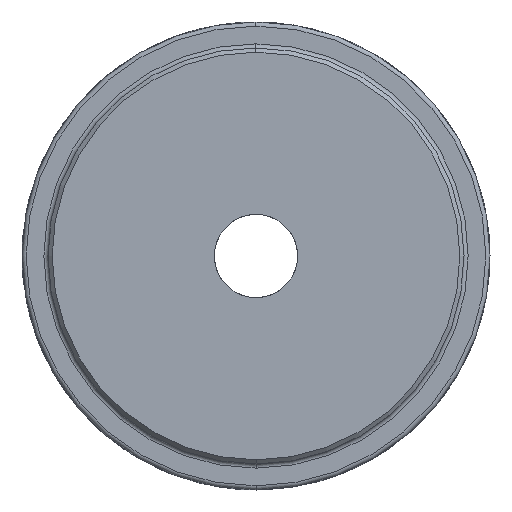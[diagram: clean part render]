
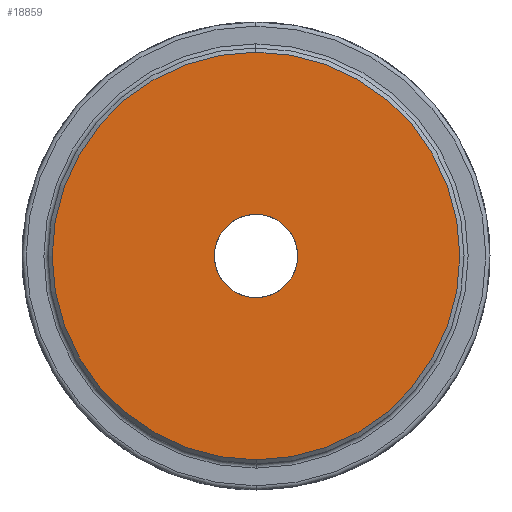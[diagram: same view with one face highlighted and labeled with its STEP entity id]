
A CAD part, left-side view. The second image highlights one B-rep face of the part: STEP entity #18859.
In plain terms, the highlighted face is planar.
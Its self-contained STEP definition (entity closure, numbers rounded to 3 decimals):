
#18045=CARTESIAN_POINT('',(0.,0.,0.));
#18046=DIRECTION('',(0.,0.,1.));
#18047=DIRECTION('',(-1.,0.,0.));
#18048=AXIS2_PLACEMENT_3D('',#18045,#18046,#18047);
#18054=CARTESIAN_POINT('',(0.,0.,0.));
#18055=DIRECTION('',(0.,0.,1.));
#18056=DIRECTION('',(1.,0.,0.));
#18057=AXIS2_PLACEMENT_3D('',#18054,#18055,#18056);
#18068=CARTESIAN_POINT('',(0.,0.,0.));
#18069=DIRECTION('',(0.,0.,1.));
#18070=DIRECTION('',(-1.,0.,0.));
#18071=AXIS2_PLACEMENT_3D('',#18068,#18069,#18070);
#18073=CARTESIAN_POINT('',(0.,0.,0.));
#18074=DIRECTION('',(0.,0.,1.));
#18075=DIRECTION('',(1.,0.,0.));
#18076=AXIS2_PLACEMENT_3D('',#18073,#18074,#18075);
#18132=CARTESIAN_POINT('',(98.,0.,0.));
#18133=CARTESIAN_POINT('',(-98.,0.,0.));
#18134=VERTEX_POINT('',#18132);
#18135=VERTEX_POINT('',#18133);
#18162=CARTESIAN_POINT('',(20.,0.,0.));
#18163=CARTESIAN_POINT('',(-20.,0.,0.));
#18164=VERTEX_POINT('',#18162);
#18165=VERTEX_POINT('',#18163);
#18844=CARTESIAN_POINT('',(0.,0.,0.));
#18845=DIRECTION('',(0.,0.,1.));
#18846=DIRECTION('',(1.,0.,0.));
#18847=AXIS2_PLACEMENT_3D('',#18844,#18845,#18846);
#18848=PLANE('',#18847);
#18850=ORIENTED_EDGE('',*,*,#18849,.T.);
#18852=ORIENTED_EDGE('',*,*,#18851,.T.);
#18853=EDGE_LOOP('',(#18850,#18852));
#18854=FACE_OUTER_BOUND('',#18853,.F.);
#18855=ORIENTED_EDGE('',*,*,#18837,.F.);
#18856=ORIENTED_EDGE('',*,*,#18824,.F.);
#18857=EDGE_LOOP('',(#18855,#18856));
#18858=FACE_BOUND('',#18857,.F.);
#18859=ADVANCED_FACE('',(#18854,#18858),#18848,.F.);
#18049=CIRCLE('',#18048,20.);
#18058=CIRCLE('',#18057,20.);
#18072=CIRCLE('',#18071,98.);
#18077=CIRCLE('',#18076,98.);
#18824=EDGE_CURVE('',#18165,#18164,#18049,.T.);
#18837=EDGE_CURVE('',#18164,#18165,#18058,.T.);
#18849=EDGE_CURVE('',#18135,#18134,#18072,.T.);
#18851=EDGE_CURVE('',#18134,#18135,#18077,.T.);
